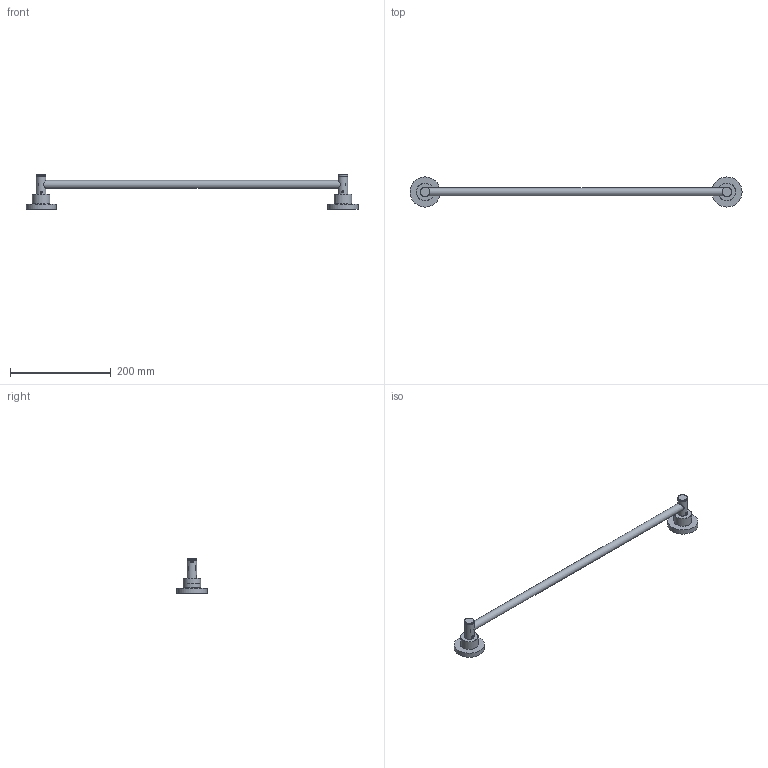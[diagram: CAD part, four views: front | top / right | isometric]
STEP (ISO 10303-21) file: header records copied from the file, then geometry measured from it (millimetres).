
FILE_DESCRIPTION(/* description */ (''),/* implementation_level */ '2;1');
FILE_NAME(/* name */ 'ST5 3D.stp',/* time_stamp */ '2021-03-15T14:05:29-04:00',/* author */ ('fbrousse'),/* organization */ (''),/* preprocessor_version */ 'ST-DEVELOPER v17',/* originating_system */ 'Autodesk Inventor 2018',/* authorisation */ '');
FILE_SCHEMA (('CONFIG_CONTROL_DESIGN'));
Length unit declared in the file: inch
Products named in the file (1): ST5_Shrinkwrap_1
Bounding box: 659.98 x 60 x 68.11 mm (x, y, z)
Volume: 104340 mm3; surface area: 111449.5 mm2
Topology: 17 solids, 17 shells, 192 faces, 461 edges, 323 vertices
Faces by surface type: plane 82, cylinder 66, cone 28, torus 14, bspline 2
Full cylindrical faces by diameter (mm): 2.5 x2, 4 x4, 4.8 x10, 5 x2, 6 x2, 6.4 x2, 8 x2, 12 x2, 12.8 x2, 13 x4, 14 x6, 14.25 x1, 15 x2, 15.75 x2, 15.8 x1, 17.2 x2, 17.5 x2, 19 x4, 19.496 x2, 22.9 x2, 31 x2, 35 x2, 50.75 x2, 51 x2, 60 x2
Entity records: 7346 total; most frequent: CARTESIAN_POINT 2262, DIRECTION 1080, ORIENTED_EDGE 918, AXIS2_PLACEMENT_3D 464, EDGE_CURVE 459, VERTEX_POINT 325, CIRCLE 273, EDGE_LOOP 262
